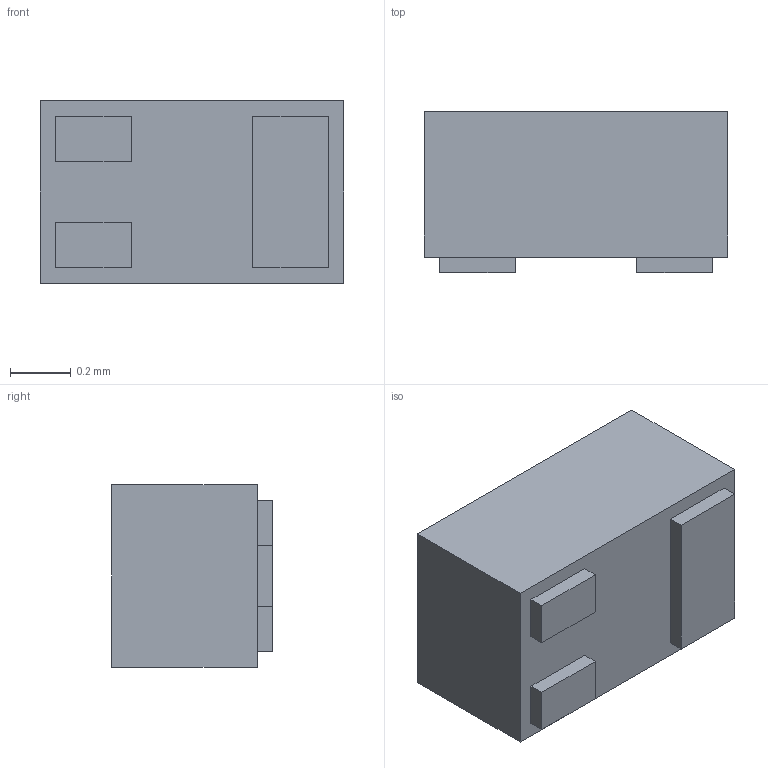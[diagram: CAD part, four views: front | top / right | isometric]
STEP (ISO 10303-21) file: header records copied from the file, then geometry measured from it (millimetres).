
FILE_DESCRIPTION (( 'STEP AP214' ), '1' );
FILE_NAME ('MMBT3904LP-7.STEP', '2021-12-01T03:01:42', ( '' ), ( '' ), 'SwSTEP 2.0', 'SolidWorks 2017', '' );
FILE_SCHEMA (( 'AUTOMOTIVE_DESIGN' ));
Length unit declared in the file: millimetre
Products named in the file (1): MMBT3904LP-7
Bounding box: 1 x 0.53 x 0.6 mm (x, y, z)
Volume: 0.3 mm3; surface area: 3.3 mm2
Topology: 4 solids, 4 shells, 24 faces, 48 edges, 32 vertices
Faces by surface type: plane 24
Entity records: 673 total; most frequent: CARTESIAN_POINT 105, DIRECTION 98, ORIENTED_EDGE 96, VECTOR 48, EDGE_CURVE 48, LINE 48, VERTEX_POINT 32, AXIS2_PLACEMENT_3D 25
